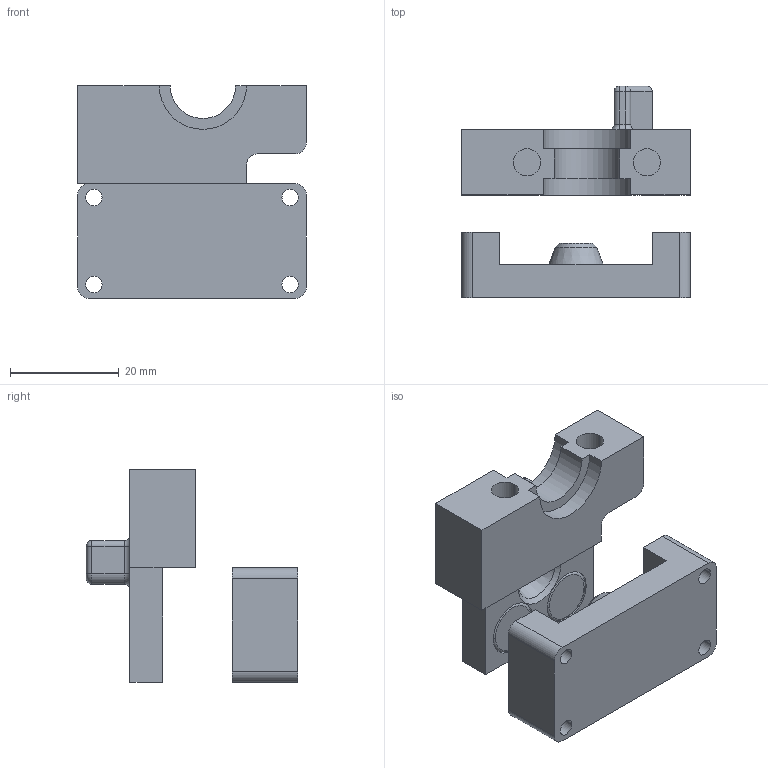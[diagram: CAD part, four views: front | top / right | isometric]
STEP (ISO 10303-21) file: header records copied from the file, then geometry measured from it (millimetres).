
FILE_DESCRIPTION (( 'STEP AP214' ), '1' );
FILE_NAME ('magnetic_printhead_group.STEP', '2016-12-18T21:03:08', ( '' ), ( '' ), 'SwSTEP 2.0', 'SolidWorks 2016', '' );
FILE_SCHEMA (( 'AUTOMOTIVE_DESIGN' ));
Length unit declared in the file: millimetre
Products named in the file (4): X_Carriage_hotendhalter_magnetisch; X_Carriage_hotendhalter_base_magnetisch; magnetic_printhead_group; Magnet 10x5
Assembly tree (6 placements, depth 2):
  magnetic_printhead_group
    X_Carriage_hotendhalter_base_magnetisch
    X_Carriage_hotendhalter_magnetisch
    Magnet 10x5  x4
Bounding box: 42 x 38.81 x 39 mm (x, y, z)
Volume: 17533.2 mm3; surface area: 10192.2 mm2
Topology: 6 solids, 6 shells, 131 faces, 293 edges, 179 vertices
Faces by surface type: cylinder 51, plane 46, torus 22, cone 8, sphere 4
Entity records: 3255 total; most frequent: DIRECTION 591, CARTESIAN_POINT 541, ORIENTED_EDGE 496, EDGE_CURVE 248, AXIS2_PLACEMENT_3D 231, VERTEX_POINT 155, VECTOR 129, LINE 129
